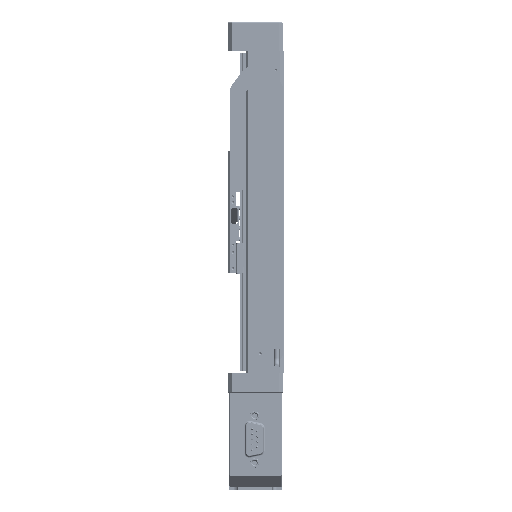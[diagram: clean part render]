
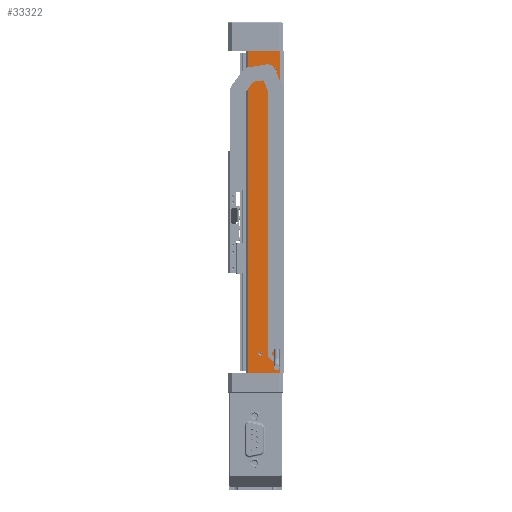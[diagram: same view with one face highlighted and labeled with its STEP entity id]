
A CAD part, left-side view. The second image highlights one B-rep face of the part: STEP entity #33322.
In plain terms, the highlighted planar face has unit normal (-1, 0, 0).
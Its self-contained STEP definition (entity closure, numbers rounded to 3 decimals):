
#292 = EDGE_CURVE ( 'NONE', #31808, #37476, #46176, .T. ) ;
#633 = CIRCLE ( 'NONE', #22925, 1. ) ;
#672 = DIRECTION ( 'NONE',  ( 1., 0., 0. ) ) ;
#836 = AXIS2_PLACEMENT_3D ( 'NONE', #54176, #23035, #23332 ) ;
#1114 = CARTESIAN_POINT ( 'NONE',  ( 0., -7., 161. ) ) ;
#1273 = PLANE ( 'NONE',  #47987 ) ;
#1399 = DIRECTION ( 'NONE',  ( 0., 0., 1. ) ) ;
#2587 = DIRECTION ( 'NONE',  ( 0., 0., 1. ) ) ;
#2722 = CIRCLE ( 'NONE', #836, 1. ) ;
#3896 = EDGE_LOOP ( 'NONE', ( #14399, #52253 ) ) ;
#5392 = VERTEX_POINT ( 'NONE', #40189 ) ;
#5532 = FACE_BOUND ( 'NONE', #16242, .T. ) ;
#7024 = CARTESIAN_POINT ( 'NONE',  ( 0., -7., 9. ) ) ;
#8141 = DIRECTION ( 'NONE',  ( 0., 0., 1. ) ) ;
#9125 = CARTESIAN_POINT ( 'NONE',  ( 0., -17.4, 170. ) ) ;
#9974 = CARTESIAN_POINT ( 'NONE',  ( 0., -15., 79. ) ) ;
#10229 = ORIENTED_EDGE ( 'NONE', *, *, #25050, .T. ) ;
#10554 = CIRCLE ( 'NONE', #52112, 1. ) ;
#11374 = VERTEX_POINT ( 'NONE', #9125 ) ;
#11677 = VERTEX_POINT ( 'NONE', #36254 ) ;
#11722 = LINE ( 'NONE', #47805, #47119 ) ;
#11842 = ORIENTED_EDGE ( 'NONE', *, *, #37774, .F. ) ;
#12100 = VERTEX_POINT ( 'NONE', #14345 ) ;
#13121 = AXIS2_PLACEMENT_3D ( 'NONE', #39847, #38982, #2587 ) ;
#13446 = CARTESIAN_POINT ( 'NONE',  ( 0., -7., 160. ) ) ;
#14259 = AXIS2_PLACEMENT_3D ( 'NONE', #13446, #42217, #31938 ) ;
#14345 = CARTESIAN_POINT ( 'NONE',  ( 0., -17.4, 0. ) ) ;
#14399 = ORIENTED_EDGE ( 'NONE', *, *, #292, .F. ) ;
#14531 = VERTEX_POINT ( 'NONE', #38091 ) ;
#14558 = EDGE_CURVE ( 'NONE', #5392, #14531, #44061, .T. ) ;
#14605 = CARTESIAN_POINT ( 'NONE',  ( 0., -7., 10. ) ) ;
#14687 = DIRECTION ( 'NONE',  ( 0., 0., 1. ) ) ;
#15746 = ORIENTED_EDGE ( 'NONE', *, *, #35525, .T. ) ;
#16088 = CARTESIAN_POINT ( 'NONE',  ( 0., -15., 161. ) ) ;
#16242 = EDGE_LOOP ( 'NONE', ( #45205, #36362 ) ) ;
#16282 = CARTESIAN_POINT ( 'NONE',  ( 0., -15., 80. ) ) ;
#16815 = VERTEX_POINT ( 'NONE', #9974 ) ;
#17808 = EDGE_CURVE ( 'NONE', #46550, #42973, #2722, .T. ) ;
#18975 = LINE ( 'NONE', #28366, #26366 ) ;
#19074 = ORIENTED_EDGE ( 'NONE', *, *, #14558, .F. ) ;
#19669 = EDGE_CURVE ( 'NONE', #16815, #21598, #30498, .T. ) ;
#20081 = FACE_BOUND ( 'NONE', #3896, .T. ) ;
#20145 = DIRECTION ( 'NONE',  ( -1., 0., 0. ) ) ;
#21598 = VERTEX_POINT ( 'NONE', #57568 ) ;
#21775 = DIRECTION ( 'NONE',  ( -1., 0., 0. ) ) ;
#22180 = EDGE_CURVE ( 'NONE', #42973, #46550, #633, .T. ) ;
#22494 = DIRECTION ( 'NONE',  ( 0., 0., 1. ) ) ;
#22925 = AXIS2_PLACEMENT_3D ( 'NONE', #31169, #21775, #8141 ) ;
#23035 = DIRECTION ( 'NONE',  ( -1., 0., 0. ) ) ;
#23332 = DIRECTION ( 'NONE',  ( 0., 0., 1. ) ) ;
#23726 = FACE_BOUND ( 'NONE', #25609, .T. ) ;
#24017 = DIRECTION ( 'NONE',  ( 0., 1., 0. ) ) ;
#24319 = FACE_OUTER_BOUND ( 'NONE', #45043, .T. ) ;
#24677 = CARTESIAN_POINT ( 'NONE',  ( 0., -7., 159. ) ) ;
#25050 = EDGE_CURVE ( 'NONE', #11677, #32015, #30572, .T. ) ;
#25090 = VECTOR ( 'NONE', #57494, 1000. ) ;
#25609 = EDGE_LOOP ( 'NONE', ( #57303, #11842 ) ) ;
#26366 = VECTOR ( 'NONE', #41974, 1000. ) ;
#26608 = CIRCLE ( 'NONE', #34340, 1. ) ;
#28366 = CARTESIAN_POINT ( 'NONE',  ( 0., 0., 170. ) ) ;
#28590 = ORIENTED_EDGE ( 'NONE', *, *, #19669, .F. ) ;
#28667 = ORIENTED_EDGE ( 'NONE', *, *, #41238, .F. ) ;
#28869 = CARTESIAN_POINT ( 'NONE',  ( 0., 0., 170. ) ) ;
#29232 = CARTESIAN_POINT ( 'NONE',  ( 0., -15., 10. ) ) ;
#29470 = FACE_BOUND ( 'NONE', #38446, .T. ) ;
#29617 = DIRECTION ( 'NONE',  ( -1., 0., 0. ) ) ;
#29750 = ORIENTED_EDGE ( 'NONE', *, *, #38216, .T. ) ;
#29893 = CARTESIAN_POINT ( 'NONE',  ( 0., -7., 10. ) ) ;
#30498 = CIRCLE ( 'NONE', #50796, 1. ) ;
#30572 = LINE ( 'NONE', #53259, #25090 ) ;
#31169 = CARTESIAN_POINT ( 'NONE',  ( 0., -15., 160. ) ) ;
#31808 = VERTEX_POINT ( 'NONE', #1114 ) ;
#31938 = DIRECTION ( 'NONE',  ( 0., 0., 1. ) ) ;
#32015 = VERTEX_POINT ( 'NONE', #40753 ) ;
#32479 = CARTESIAN_POINT ( 'NONE',  ( 0., -15., 80. ) ) ;
#33322 = ADVANCED_FACE ( 'NONE', ( #42186, #23726, #29470, #20081, #5532, #24319 ), #1273, .F. ) ;
#33350 = VERTEX_POINT ( 'NONE', #7024 ) ;
#34340 = AXIS2_PLACEMENT_3D ( 'NONE', #32479, #46101, #50920 ) ;
#34419 = DIRECTION ( 'NONE',  ( -1., 0., 0. ) ) ;
#35372 = CIRCLE ( 'NONE', #44127, 1. ) ;
#35525 = EDGE_CURVE ( 'NONE', #12100, #11374, #11722, .T. ) ;
#36254 = CARTESIAN_POINT ( 'NONE',  ( 0., -0.3, 170. ) ) ;
#36362 = ORIENTED_EDGE ( 'NONE', *, *, #22180, .F. ) ;
#36696 = ORIENTED_EDGE ( 'NONE', *, *, #43458, .F. ) ;
#37476 = VERTEX_POINT ( 'NONE', #24677 ) ;
#37774 = EDGE_CURVE ( 'NONE', #33350, #53489, #42189, .T. ) ;
#37950 = ORIENTED_EDGE ( 'NONE', *, *, #52079, .F. ) ;
#38091 = CARTESIAN_POINT ( 'NONE',  ( 0., -15., 11. ) ) ;
#38216 = EDGE_CURVE ( 'NONE', #32015, #12100, #42409, .T. ) ;
#38446 = EDGE_LOOP ( 'NONE', ( #28667, #19074 ) ) ;
#38982 = DIRECTION ( 'NONE',  ( -1., 0., 0. ) ) ;
#39435 = CARTESIAN_POINT ( 'NONE',  ( 0., -15., 159. ) ) ;
#39847 = CARTESIAN_POINT ( 'NONE',  ( 0., -15., 10. ) ) ;
#40189 = CARTESIAN_POINT ( 'NONE',  ( 0., -15., 9. ) ) ;
#40753 = CARTESIAN_POINT ( 'NONE',  ( 0., -0.3, 0. ) ) ;
#41192 = CARTESIAN_POINT ( 'NONE',  ( 0., -7., 11. ) ) ;
#41223 = AXIS2_PLACEMENT_3D ( 'NONE', #14605, #45520, #22494 ) ;
#41238 = EDGE_CURVE ( 'NONE', #14531, #5392, #46511, .T. ) ;
#41974 = DIRECTION ( 'NONE',  ( 0., -1., 0. ) ) ;
#42186 = FACE_BOUND ( 'NONE', #58735, .T. ) ;
#42189 = CIRCLE ( 'NONE', #41223, 1. ) ;
#42217 = DIRECTION ( 'NONE',  ( -1., 0., 0. ) ) ;
#42409 = LINE ( 'NONE', #51745, #53815 ) ;
#42973 = VERTEX_POINT ( 'NONE', #39435 ) ;
#43458 = EDGE_CURVE ( 'NONE', #11677, #11374, #18975, .T. ) ;
#44061 = CIRCLE ( 'NONE', #13121, 1. ) ;
#44127 = AXIS2_PLACEMENT_3D ( 'NONE', #52794, #20145, #48292 ) ;
#45043 = EDGE_LOOP ( 'NONE', ( #36696, #10229, #29750, #15746 ) ) ;
#45205 = ORIENTED_EDGE ( 'NONE', *, *, #17808, .F. ) ;
#45520 = DIRECTION ( 'NONE',  ( -1., 0., 0. ) ) ;
#46101 = DIRECTION ( 'NONE',  ( -1., 0., 0. ) ) ;
#46176 = CIRCLE ( 'NONE', #14259, 1. ) ;
#46511 = CIRCLE ( 'NONE', #50321, 1. ) ;
#46550 = VERTEX_POINT ( 'NONE', #16088 ) ;
#47119 = VECTOR ( 'NONE', #52605, 1000. ) ;
#47695 = DIRECTION ( 'NONE',  ( -1., 0., 0. ) ) ;
#47805 = CARTESIAN_POINT ( 'NONE',  ( 0., -17.4, 170. ) ) ;
#47987 = AXIS2_PLACEMENT_3D ( 'NONE', #28869, #672, #24017 ) ;
#48292 = DIRECTION ( 'NONE',  ( 0., 0., 1. ) ) ;
#48948 = DIRECTION ( 'NONE',  ( 0., 0., 1. ) ) ;
#50321 = AXIS2_PLACEMENT_3D ( 'NONE', #29232, #47695, #14687 ) ;
#50796 = AXIS2_PLACEMENT_3D ( 'NONE', #16282, #29617, #48948 ) ;
#50920 = DIRECTION ( 'NONE',  ( 0., 0., 1. ) ) ;
#51745 = CARTESIAN_POINT ( 'NONE',  ( 0., 0., 0. ) ) ;
#52079 = EDGE_CURVE ( 'NONE', #21598, #16815, #26608, .T. ) ;
#52112 = AXIS2_PLACEMENT_3D ( 'NONE', #29893, #34419, #1399 ) ;
#52253 = ORIENTED_EDGE ( 'NONE', *, *, #53989, .F. ) ;
#52605 = DIRECTION ( 'NONE',  ( 0., 0., 1. ) ) ;
#52794 = CARTESIAN_POINT ( 'NONE',  ( 0., -7., 160. ) ) ;
#53259 = CARTESIAN_POINT ( 'NONE',  ( 0., -0.3, 170. ) ) ;
#53489 = VERTEX_POINT ( 'NONE', #41192 ) ;
#53815 = VECTOR ( 'NONE', #56576, 1000. ) ;
#53989 = EDGE_CURVE ( 'NONE', #37476, #31808, #35372, .T. ) ;
#54176 = CARTESIAN_POINT ( 'NONE',  ( 0., -15., 160. ) ) ;
#56576 = DIRECTION ( 'NONE',  ( 0., -1., 0. ) ) ;
#57303 = ORIENTED_EDGE ( 'NONE', *, *, #57331, .F. ) ;
#57331 = EDGE_CURVE ( 'NONE', #53489, #33350, #10554, .T. ) ;
#57494 = DIRECTION ( 'NONE',  ( 0., 0., -1. ) ) ;
#57568 = CARTESIAN_POINT ( 'NONE',  ( 0., -15., 81. ) ) ;
#58735 = EDGE_LOOP ( 'NONE', ( #37950, #28590 ) ) ;
